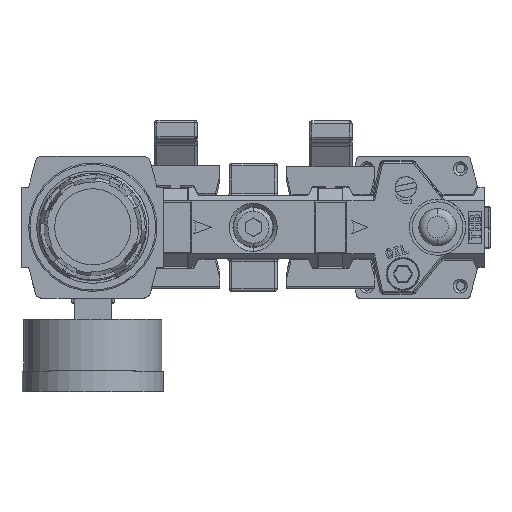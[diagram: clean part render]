
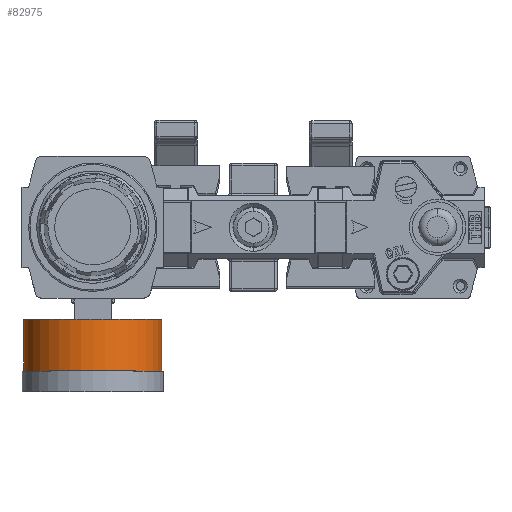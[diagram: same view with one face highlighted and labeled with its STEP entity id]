
A CAD part, top view. The second image highlights one B-rep face of the part: STEP entity #82975.
In plain terms, the highlighted cylindrical face has radius 25.8 mm (diameter 51.6 mm), a partial arc.
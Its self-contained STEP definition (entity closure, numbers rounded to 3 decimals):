
#5646 = VERTEX_POINT ( 'NONE', #50637 ) ;
#13656 = LINE ( 'NONE', #67580, #31984 ) ;
#16209 = DIRECTION ( 'NONE',  ( 0., 0., 1. ) ) ;
#17537 = CARTESIAN_POINT ( 'NONE',  ( -25.8, 0., -27. ) ) ;
#17623 = EDGE_LOOP ( 'NONE', ( #61932, #52380, #64360, #73666 ) ) ;
#18241 = CIRCLE ( 'NONE', #40764, 25.8 ) ;
#21411 = CARTESIAN_POINT ( 'NONE',  ( 0., 0., -7.7 ) ) ;
#24873 = EDGE_CURVE ( 'NONE', #54102, #5646, #33355, .T. ) ;
#30489 = DIRECTION ( 'NONE',  ( 1., 0., 0. ) ) ;
#31616 = DIRECTION ( 'NONE',  ( 0., 0., 1. ) ) ;
#31984 = VECTOR ( 'NONE', #31616, 1000. ) ;
#33355 = CIRCLE ( 'NONE', #63031, 25.8 ) ;
#38345 = VECTOR ( 'NONE', #52944, 1000. ) ;
#40764 = AXIS2_PLACEMENT_3D ( 'NONE', #106705, #52717, #115856 ) ;
#44535 = CARTESIAN_POINT ( 'NONE',  ( 25.8, 0., -27. ) ) ;
#46133 = EDGE_CURVE ( 'NONE', #87118, #5646, #62395, .T. ) ;
#50637 = CARTESIAN_POINT ( 'NONE',  ( 25.8, 0., -7.7 ) ) ;
#52380 = ORIENTED_EDGE ( 'NONE', *, *, #71556, .T. ) ;
#52575 = CARTESIAN_POINT ( 'NONE',  ( 25.8, 0., -27. ) ) ;
#52717 = DIRECTION ( 'NONE',  ( 0., 0., 1. ) ) ;
#52944 = DIRECTION ( 'NONE',  ( 0., 0., 1. ) ) ;
#54102 = VERTEX_POINT ( 'NONE', #111383 ) ;
#61263 = CARTESIAN_POINT ( 'NONE',  ( 0., 0., -27. ) ) ;
#61642 = DIRECTION ( 'NONE',  ( 1., 0., 0. ) ) ;
#61932 = ORIENTED_EDGE ( 'NONE', *, *, #104168, .F. ) ;
#62395 = LINE ( 'NONE', #52575, #38345 ) ;
#63031 = AXIS2_PLACEMENT_3D ( 'NONE', #21411, #84536, #30489 ) ;
#63305 = VERTEX_POINT ( 'NONE', #17537 ) ;
#64360 = ORIENTED_EDGE ( 'NONE', *, *, #46133, .T. ) ;
#67580 = CARTESIAN_POINT ( 'NONE',  ( -25.8, 0., -27. ) ) ;
#71556 = EDGE_CURVE ( 'NONE', #63305, #87118, #18241, .T. ) ;
#72984 = CYLINDRICAL_SURFACE ( 'NONE', #90880, 25.8 ) ;
#73666 = ORIENTED_EDGE ( 'NONE', *, *, #24873, .F. ) ;
#82975 = ADVANCED_FACE ( 'NONE', ( #105441 ), #72984, .T. ) ;
#84536 = DIRECTION ( 'NONE',  ( 0., 0., 1. ) ) ;
#87118 = VERTEX_POINT ( 'NONE', #44535 ) ;
#90880 = AXIS2_PLACEMENT_3D ( 'NONE', #61263, #16209, #61642 ) ;
#104168 = EDGE_CURVE ( 'NONE', #63305, #54102, #13656, .T. ) ;
#105441 = FACE_OUTER_BOUND ( 'NONE', #17623, .T. ) ;
#106705 = CARTESIAN_POINT ( 'NONE',  ( 0., 0., -27. ) ) ;
#111383 = CARTESIAN_POINT ( 'NONE',  ( -25.8, 0., -7.7 ) ) ;
#115856 = DIRECTION ( 'NONE',  ( 1., 0., 0. ) ) ;
